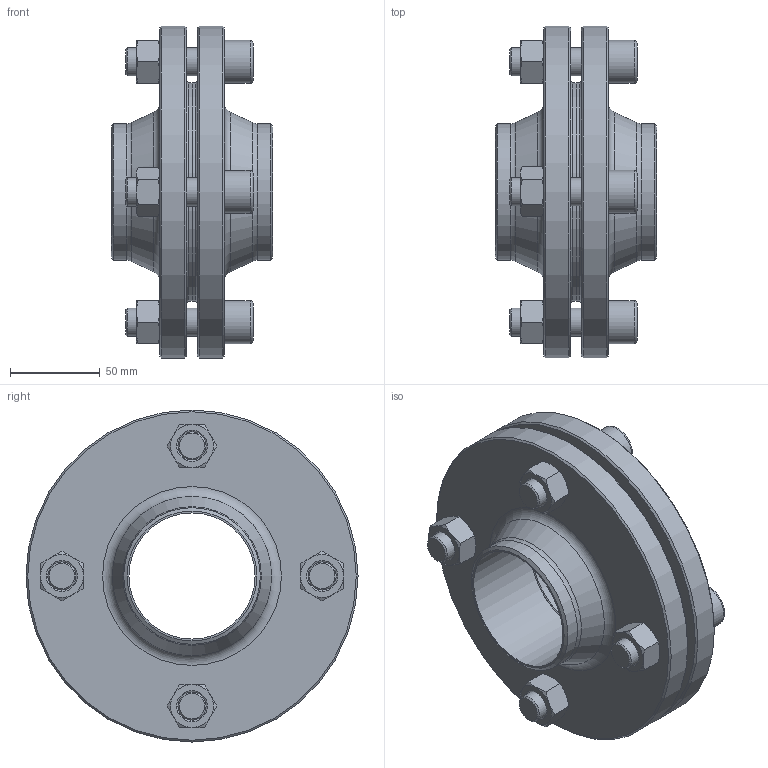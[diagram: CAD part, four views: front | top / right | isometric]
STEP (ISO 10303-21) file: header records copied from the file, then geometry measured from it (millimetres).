
FILE_DESCRIPTION(/* description */ (''),/* implementation_level */ '2;1');
FILE_NAME(/* name */ 'DFK065.stp',/* time_stamp */ '2025-01-16T06:58:00+01:00',/* author */ (''),/* organization */ (''),/* preprocessor_version */ 'ST-DEVELOPER v16',/* originating_system */ 'SIEMENS PLM Software NX 10.0',/* authorisation */ '');
FILE_SCHEMA (('AP203_CONFIGURATION_CONTROLLED_3D_DESIGN_OF_MECHANICAL_PARTS_AND_ASSEMBLIES_MIM_LF { 1 0 10303 403 2 1 2}'));
Length unit declared in the file: millimetre
Products named in the file (1): lwes44602A4F5zs5
Bounding box: 90 x 185 x 185 mm (x, y, z)
Volume: 855712.9 mm3; surface area: 178690.6 mm2
Topology: 11 solids, 11 shells, 271 faces, 560 edges, 319 vertices
Faces by surface type: cone 118, plane 102, cylinder 30, torus 20, revolution 1
Full cylindrical faces by diameter (mm): 14.344 x4, 15.682 x4, 18 x8, 24 x4, 70.3 x2, 76.1 x2, 85.61 x1, 98.9 x1, 122 x2, 185 x2
Entity records: 6582 total; most frequent: CARTESIAN_POINT 1410, DIRECTION 1077, ORIENTED_EDGE 868, AXIS2_PLACEMENT_3D 490, EDGE_CURVE 434, EDGE_LOOP 404, VERTEX_POINT 295, ADVANCED_FACE 271
